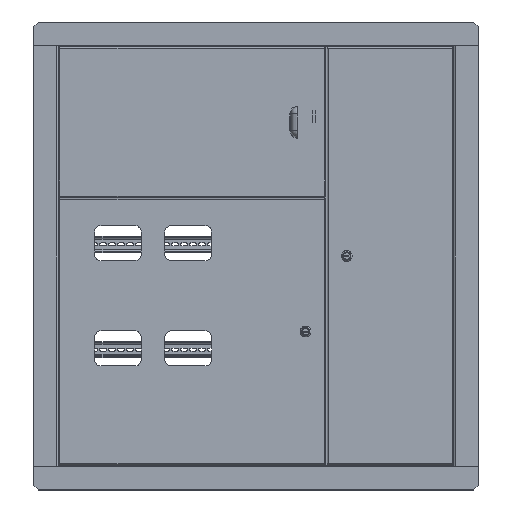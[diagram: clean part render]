
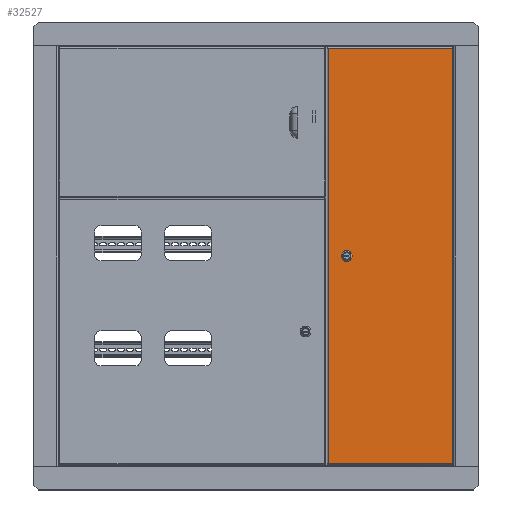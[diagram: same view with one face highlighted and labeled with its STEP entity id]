
A CAD part, top view. The second image highlights one B-rep face of the part: STEP entity #32527.
In plain terms, the highlighted planar face has unit normal (0, 0, 1).
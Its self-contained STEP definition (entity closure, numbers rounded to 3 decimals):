
#311 = LINE ( 'NONE', #47204, #29377 ) ;
#2465 = DIRECTION ( 'NONE',  ( 0., -1., 0. ) ) ;
#2715 = EDGE_CURVE ( 'NONE', #4632, #22053, #41517, .T. ) ;
#3358 = CIRCLE ( 'NONE', #9093, 9.25 ) ;
#3513 = AXIS2_PLACEMENT_3D ( 'NONE', #8769, #44170, #20580 ) ;
#4428 = EDGE_LOOP ( 'NONE', ( #8256, #9830, #8867, #40207 ) ) ;
#4632 = VERTEX_POINT ( 'NONE', #43969 ) ;
#5172 = VERTEX_POINT ( 'NONE', #29279 ) ;
#5282 = CARTESIAN_POINT ( 'NONE',  ( -218.5, -449.649, 0. ) ) ;
#5450 = FACE_BOUND ( 'NONE', #26379, .T. ) ;
#6791 = CARTESIAN_POINT ( 'NONE',  ( -227., -446., 0. ) ) ;
#6830 = DIRECTION ( 'NONE',  ( 1., 0., 0. ) ) ;
#7550 = DIRECTION ( 'NONE',  ( 0., 0., 1. ) ) ;
#8256 = ORIENTED_EDGE ( 'NONE', *, *, #2715, .T. ) ;
#8769 = CARTESIAN_POINT ( 'NONE',  ( 0., 0., 0. ) ) ;
#8867 = ORIENTED_EDGE ( 'NONE', *, *, #44906, .T. ) ;
#9093 = AXIS2_PLACEMENT_3D ( 'NONE', #26286, #41977, #6830 ) ;
#9532 = VERTEX_POINT ( 'NONE', #17005 ) ;
#9830 = ORIENTED_EDGE ( 'NONE', *, *, #21161, .T. ) ;
#11394 = ORIENTED_EDGE ( 'NONE', *, *, #30598, .F. ) ;
#12865 = ORIENTED_EDGE ( 'NONE', *, *, #25332, .F. ) ;
#14023 = DIRECTION ( 'NONE',  ( 0., 1., 0. ) ) ;
#14200 = CARTESIAN_POINT ( 'NONE',  ( -267., -2., 0. ) ) ;
#14932 = CARTESIAN_POINT ( 'NONE',  ( -267., -890., 0. ) ) ;
#16565 = CARTESIAN_POINT ( 'NONE',  ( -267., -2., 0. ) ) ;
#16865 = CARTESIAN_POINT ( 'NONE',  ( -218.5, -442.351, 0. ) ) ;
#17005 = CARTESIAN_POINT ( 'NONE',  ( -235.5, -442.351, 0. ) ) ;
#17096 = CARTESIAN_POINT ( 'NONE',  ( -218.5, -442.351, 0. ) ) ;
#20580 = DIRECTION ( 'NONE',  ( -1., 0., 0. ) ) ;
#21161 = EDGE_CURVE ( 'NONE', #22053, #34654, #311, .T. ) ;
#22053 = VERTEX_POINT ( 'NONE', #41436 ) ;
#22704 = LINE ( 'NONE', #26029, #23843 ) ;
#23186 = DIRECTION ( 'NONE',  ( 1., 0., 0. ) ) ;
#23674 = CARTESIAN_POINT ( 'NONE',  ( -267., -890., 0. ) ) ;
#23843 = VECTOR ( 'NONE', #2465, 1000. ) ;
#24625 = DIRECTION ( 'NONE',  ( -1., 0., 0. ) ) ;
#25332 = EDGE_CURVE ( 'NONE', #38438, #28388, #45062, .T. ) ;
#25533 = LINE ( 'NONE', #16565, #38551 ) ;
#25683 = AXIS2_PLACEMENT_3D ( 'NONE', #6791, #7550, #23186 ) ;
#26029 = CARTESIAN_POINT ( 'NONE',  ( -235.5, -442.351, 0. ) ) ;
#26286 = CARTESIAN_POINT ( 'NONE',  ( -227., -446., 0. ) ) ;
#26379 = EDGE_LOOP ( 'NONE', ( #12865, #11394, #26776, #45581 ) ) ;
#26776 = ORIENTED_EDGE ( 'NONE', *, *, #30453, .F. ) ;
#27238 = EDGE_CURVE ( 'NONE', #28388, #9532, #38816, .T. ) ;
#28388 = VERTEX_POINT ( 'NONE', #16865 ) ;
#29260 = PLANE ( 'NONE',  #3513 ) ;
#29279 = CARTESIAN_POINT ( 'NONE',  ( -235.5, -449.649, 0. ) ) ;
#29377 = VECTOR ( 'NONE', #24625, 1000. ) ;
#29398 = VECTOR ( 'NONE', #43190, 1000. ) ;
#30453 = EDGE_CURVE ( 'NONE', #9532, #5172, #22704, .T. ) ;
#30598 = EDGE_CURVE ( 'NONE', #5172, #38438, #3358, .T. ) ;
#32527 = ADVANCED_FACE ( 'NONE', ( #5450, #36470 ), #29260, .F. ) ;
#34654 = VERTEX_POINT ( 'NONE', #14200 ) ;
#34724 = LINE ( 'NONE', #23674, #29398 ) ;
#35366 = VECTOR ( 'NONE', #14023, 1000. ) ;
#36470 = FACE_OUTER_BOUND ( 'NONE', #4428, .T. ) ;
#38438 = VERTEX_POINT ( 'NONE', #5282 ) ;
#38551 = VECTOR ( 'NONE', #44555, 1000. ) ;
#38816 = CIRCLE ( 'NONE', #25683, 9.25 ) ;
#40207 = ORIENTED_EDGE ( 'NONE', *, *, #43818, .T. ) ;
#41281 = DIRECTION ( 'NONE',  ( 0., 1., 0. ) ) ;
#41436 = CARTESIAN_POINT ( 'NONE',  ( -2., -2., 0. ) ) ;
#41517 = LINE ( 'NONE', #49181, #43025 ) ;
#41977 = DIRECTION ( 'NONE',  ( 0., 0., 1. ) ) ;
#43025 = VECTOR ( 'NONE', #41281, 1000. ) ;
#43190 = DIRECTION ( 'NONE',  ( 1., 0., 0. ) ) ;
#43818 = EDGE_CURVE ( 'NONE', #45945, #4632, #34724, .T. ) ;
#43969 = CARTESIAN_POINT ( 'NONE',  ( -2., -890., 0. ) ) ;
#44170 = DIRECTION ( 'NONE',  ( 0., 0., -1. ) ) ;
#44555 = DIRECTION ( 'NONE',  ( 0., -1., 0. ) ) ;
#44906 = EDGE_CURVE ( 'NONE', #34654, #45945, #25533, .T. ) ;
#45062 = LINE ( 'NONE', #17096, #35366 ) ;
#45581 = ORIENTED_EDGE ( 'NONE', *, *, #27238, .F. ) ;
#45945 = VERTEX_POINT ( 'NONE', #14932 ) ;
#47204 = CARTESIAN_POINT ( 'NONE',  ( 0., -2., 0. ) ) ;
#49181 = CARTESIAN_POINT ( 'NONE',  ( -2., -890., 0. ) ) ;
